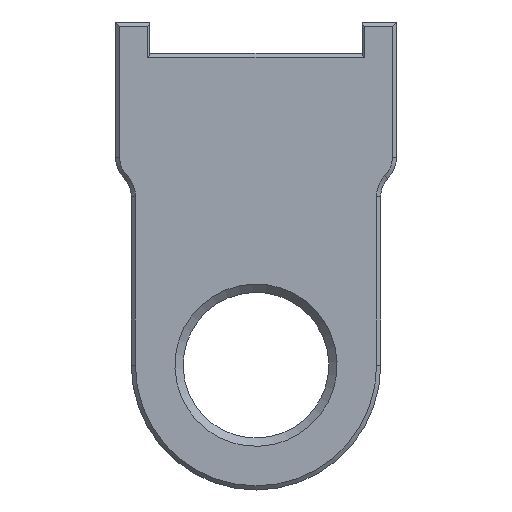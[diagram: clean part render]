
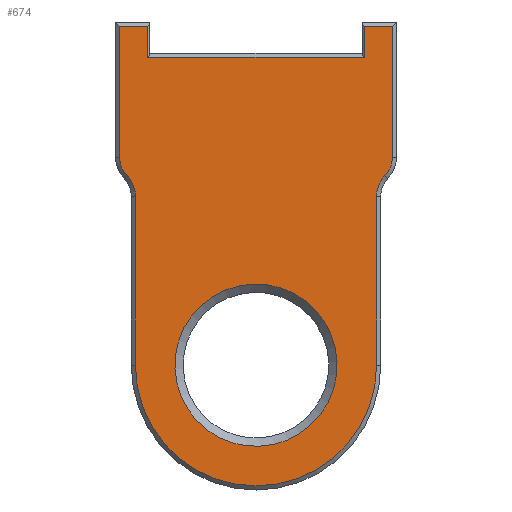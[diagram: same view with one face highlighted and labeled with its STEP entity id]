
A CAD part, front view. The second image highlights one B-rep face of the part: STEP entity #674.
In plain terms, the highlighted planar face has unit normal (0, -1, 0).
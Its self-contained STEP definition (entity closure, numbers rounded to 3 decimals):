
#16=FACE_BOUND('',#112,.T.);
#37=PLANE('',#749);
#72=FACE_OUTER_BOUND('',#111,.T.);
#111=EDGE_LOOP('',(#550,#551,#552,#553,#554,#555,#556,#557,#558,#559,#560,
#561,#562,#563));
#112=EDGE_LOOP('',(#564));
#131=CIRCLE('',#707,2.6);
#133=CIRCLE('',#710,2.9);
#135=CIRCLE('',#714,11.6);
#137=CIRCLE('',#718,2.9);
#138=CIRCLE('',#720,2.6);
#152=CIRCLE('',#748,7.8);
#160=LINE('',#989,#230);
#165=LINE('',#1002,#235);
#170=LINE('',#1020,#240);
#192=LINE('',#1109,#262);
#193=LINE('',#1111,#263);
#194=LINE('',#1113,#264);
#195=LINE('',#1115,#265);
#196=LINE('',#1117,#266);
#197=LINE('',#1118,#267);
#230=VECTOR('',#789,10.);
#235=VECTOR('',#802,10.);
#240=VECTOR('',#821,1000.);
#262=VECTOR('',#897,1000.);
#263=VECTOR('',#898,1000.);
#264=VECTOR('',#899,1000.);
#265=VECTOR('',#900,1000.);
#266=VECTOR('',#901,1000.);
#267=VECTOR('',#902,1000.);
#297=VERTEX_POINT('',#972);
#299=VERTEX_POINT('',#976);
#301=VERTEX_POINT('',#982);
#303=VERTEX_POINT('',#987);
#305=VERTEX_POINT('',#994);
#307=VERTEX_POINT('',#1000);
#309=VERTEX_POINT('',#1006);
#311=VERTEX_POINT('',#1011);
#313=VERTEX_POINT('',#1018);
#334=VERTEX_POINT('',#1104);
#335=VERTEX_POINT('',#1108);
#336=VERTEX_POINT('',#1110);
#337=VERTEX_POINT('',#1112);
#338=VERTEX_POINT('',#1114);
#339=VERTEX_POINT('',#1116);
#359=EDGE_CURVE('',#299,#297,#131,.T.);
#362=EDGE_CURVE('',#301,#299,#133,.T.);
#364=EDGE_CURVE('',#303,#301,#160,.T.);
#368=EDGE_CURVE('',#305,#303,#135,.T.);
#371=EDGE_CURVE('',#307,#305,#165,.T.);
#374=EDGE_CURVE('',#309,#307,#137,.T.);
#376=EDGE_CURVE('',#311,#309,#138,.T.);
#380=EDGE_CURVE('',#311,#313,#170,.T.);
#415=EDGE_CURVE('',#334,#334,#152,.T.);
#416=EDGE_CURVE('',#313,#335,#192,.T.);
#417=EDGE_CURVE('',#335,#336,#193,.T.);
#418=EDGE_CURVE('',#336,#337,#194,.T.);
#419=EDGE_CURVE('',#337,#338,#195,.T.);
#420=EDGE_CURVE('',#338,#339,#196,.T.);
#421=EDGE_CURVE('',#339,#297,#197,.T.);
#550=ORIENTED_EDGE('',*,*,#376,.F.);
#551=ORIENTED_EDGE('',*,*,#380,.T.);
#552=ORIENTED_EDGE('',*,*,#416,.T.);
#553=ORIENTED_EDGE('',*,*,#417,.T.);
#554=ORIENTED_EDGE('',*,*,#418,.T.);
#555=ORIENTED_EDGE('',*,*,#419,.T.);
#556=ORIENTED_EDGE('',*,*,#420,.T.);
#557=ORIENTED_EDGE('',*,*,#421,.T.);
#558=ORIENTED_EDGE('',*,*,#359,.F.);
#559=ORIENTED_EDGE('',*,*,#362,.F.);
#560=ORIENTED_EDGE('',*,*,#364,.F.);
#561=ORIENTED_EDGE('',*,*,#368,.F.);
#562=ORIENTED_EDGE('',*,*,#371,.F.);
#563=ORIENTED_EDGE('',*,*,#374,.F.);
#564=ORIENTED_EDGE('',*,*,#415,.F.);
#674=ADVANCED_FACE('',(#72,#16),#37,.T.);
#707=AXIS2_PLACEMENT_3D('',#978,#777,#778);
#710=AXIS2_PLACEMENT_3D('',#984,#784,#785);
#714=AXIS2_PLACEMENT_3D('',#996,#796,#797);
#718=AXIS2_PLACEMENT_3D('',#1008,#808,#809);
#720=AXIS2_PLACEMENT_3D('',#1013,#813,#814);
#748=AXIS2_PLACEMENT_3D('',#1106,#893,#894);
#749=AXIS2_PLACEMENT_3D('',#1107,#895,#896);
#777=DIRECTION('center_axis',(0.,1.,0.));
#778=DIRECTION('ref_axis',(0.,0.,-1.));
#784=DIRECTION('center_axis',(0.,-1.,0.));
#785=DIRECTION('ref_axis',(0.929,0.,0.369));
#789=DIRECTION('',(0.,0.,1.));
#796=DIRECTION('center_axis',(0.,1.,0.));
#797=DIRECTION('ref_axis',(-0.707,0.,-0.707));
#802=DIRECTION('',(0.,0.,-1.));
#808=DIRECTION('center_axis',(0.,-1.,0.));
#809=DIRECTION('ref_axis',(-0.929,0.,0.369));
#813=DIRECTION('center_axis',(0.,1.,0.));
#814=DIRECTION('ref_axis',(0.,0.,-1.));
#821=DIRECTION('',(0.,0.,1.));
#893=DIRECTION('center_axis',(0.,-1.,0.));
#894=DIRECTION('ref_axis',(0.976,0.,0.218));
#895=DIRECTION('center_axis',(0.,-1.,0.));
#896=DIRECTION('ref_axis',(-1.,0.,0.));
#897=DIRECTION('',(-1.,0.,0.));
#898=DIRECTION('',(0.,0.,-1.));
#899=DIRECTION('',(-1.,0.,0.));
#900=DIRECTION('',(0.,0.,1.));
#901=DIRECTION('',(-1.,0.,0.));
#902=DIRECTION('',(0.,0.,-1.));
#972=CARTESIAN_POINT('',(-13.1,0.,-20.));
#976=CARTESIAN_POINT('',(-12.391,0.,-21.785));
#978=CARTESIAN_POINT('Origin',(-10.5,0.,-20.));
#982=CARTESIAN_POINT('',(-11.6,0.,-23.775));
#984=CARTESIAN_POINT('Origin',(-14.5,0.,-23.775));
#987=CARTESIAN_POINT('',(-11.6,0.,-40.));
#989=CARTESIAN_POINT('',(-11.6,0.,-23.));
#994=CARTESIAN_POINT('',(11.6,0.,-40.));
#996=CARTESIAN_POINT('Origin',(0.,0.,
-40.));
#1000=CARTESIAN_POINT('',(11.6,0.,-23.775));
#1002=CARTESIAN_POINT('',(11.6,0.,-23.));
#1006=CARTESIAN_POINT('',(12.391,0.,-21.785));
#1008=CARTESIAN_POINT('Origin',(14.5,0.,-23.775));
#1011=CARTESIAN_POINT('',(13.1,0.,-20.));
#1013=CARTESIAN_POINT('Origin',(10.5,0.,-20.));
#1018=CARTESIAN_POINT('',(13.1,0.,-7.4));
#1020=CARTESIAN_POINT('',(13.1,0.,-7.));
#1104=CARTESIAN_POINT('',(-7.612,0.,-41.702));
#1106=CARTESIAN_POINT('Origin',(0.,0.,
-40.));
#1107=CARTESIAN_POINT('Origin',(10.5,0.,-23.));
#1108=CARTESIAN_POINT('',(10.4,0.,-7.4));
#1109=CARTESIAN_POINT('',(10.,0.,-7.4));
#1110=CARTESIAN_POINT('',(10.4,0.,-10.4));
#1111=CARTESIAN_POINT('',(10.4,0.,-10.));
#1112=CARTESIAN_POINT('',(-10.4,0.,-10.4));
#1113=CARTESIAN_POINT('',(-10.,0.,-10.4));
#1114=CARTESIAN_POINT('',(-10.4,0.,-7.4));
#1115=CARTESIAN_POINT('',(-10.4,0.,-7.));
#1116=CARTESIAN_POINT('',(-13.1,0.,-7.4));
#1117=CARTESIAN_POINT('',(-13.5,0.,-7.4));
#1118=CARTESIAN_POINT('',(-13.1,0.,-20.));
